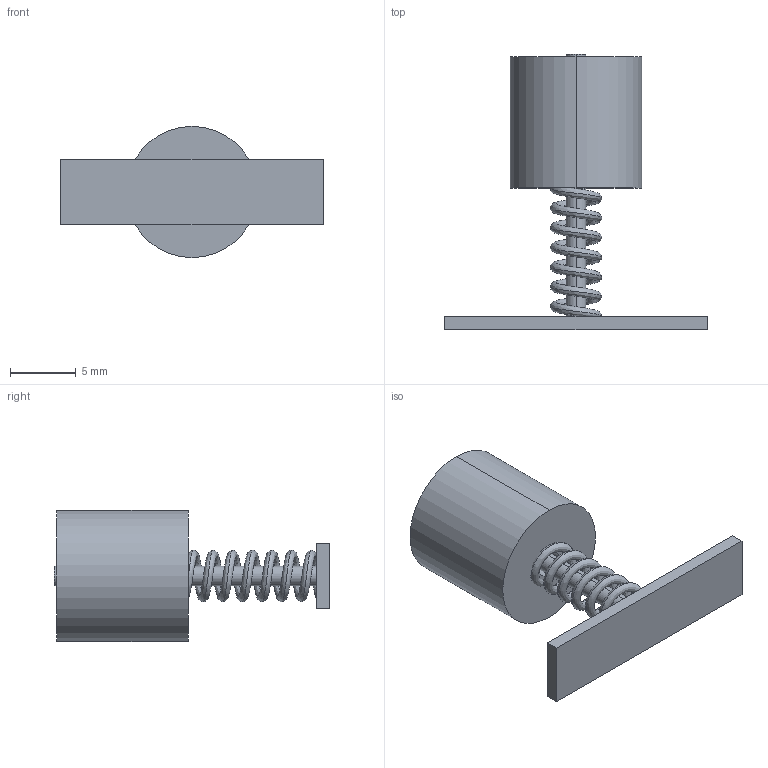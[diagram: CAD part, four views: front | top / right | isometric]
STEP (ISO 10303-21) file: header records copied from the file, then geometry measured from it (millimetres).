
FILE_DESCRIPTION (( 'STEP AP214' ), '1' );
FILE_NAME ('TestSpring3.STEP', '2022-12-08T19:05:53', ( '' ), ( '' ), 'SwSTEP 2.0', 'SolidWorks 2021', '' );
FILE_SCHEMA (( 'AUTOMOTIVE_DESIGN' ));
Length unit declared in the file: millimetre
Products named in the file (1): TestSpring3
Bounding box: 20 x 21 x 10 mm (x, y, z)
Volume: 912.8 mm3; surface area: 1025.3 mm2
Topology: 2 solids, 2 shells, 18 faces, 36 edges, 24 vertices
Faces by surface type: plane 10, cylinder 6, bspline 2
Entity records: 2371 total; most frequent: CARTESIAN_POINT 1947, DIRECTION 80, ORIENTED_EDGE 72, EDGE_CURVE 36, AXIS2_PLACEMENT_3D 31, VERTEX_POINT 24, EDGE_LOOP 22, ADVANCED_FACE 18
